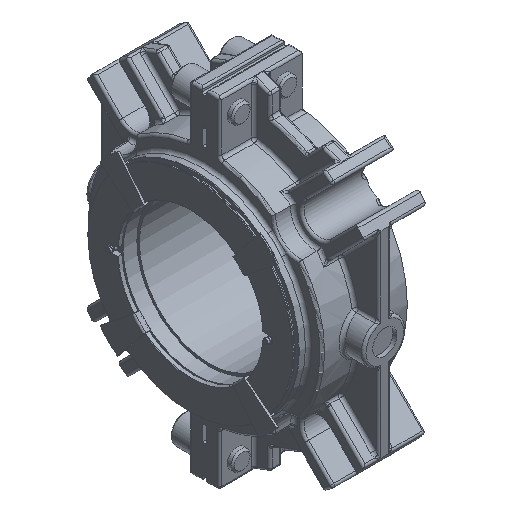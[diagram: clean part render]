
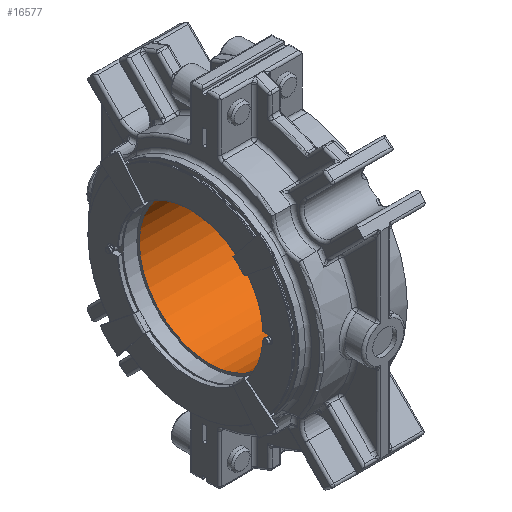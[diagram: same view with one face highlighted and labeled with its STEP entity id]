
A CAD part, isometric view. The second image highlights one B-rep face of the part: STEP entity #16577.
In plain terms, the highlighted cylindrical face has radius 44.45 mm (diameter 88.9 mm), a full revolution.
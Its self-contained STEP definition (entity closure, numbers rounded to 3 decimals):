
#1219=CYLINDRICAL_SURFACE('',#18446,44.45);
#1669=CIRCLE('',#17064,44.45);
#2309=CIRCLE('',#18447,44.45);
#7033=ORIENTED_EDGE('',*,*,#9598,.F.);
#7034=ORIENTED_EDGE('',*,*,#7781,.T.);
#7781=EDGE_CURVE('',#10100,#10100,#1669,.T.);
#9598=EDGE_CURVE('',#11139,#11139,#2309,.T.);
#10100=VERTEX_POINT('',#24906);
#11139=VERTEX_POINT('',#33114);
#14063=EDGE_LOOP('',(#7033));
#14064=EDGE_LOOP('',(#7034));
#15251=FACE_BOUND('',#14063,.T.);
#15252=FACE_BOUND('',#14064,.T.);
#16577=ADVANCED_FACE('',(#15251,#15252),#1219,.F.);
#17064=AXIS2_PLACEMENT_3D('',#24905,#19582,#19583);
#18446=AXIS2_PLACEMENT_3D('',#33112,#23000,#23001);
#18447=AXIS2_PLACEMENT_3D('',#33113,#23002,#23003);
#19582=DIRECTION('',(1.,0.,0.));
#19583=DIRECTION('',(0.,1.,0.));
#23000=DIRECTION('',(-1.,0.,0.));
#23001=DIRECTION('',(0.,0.,1.));
#23002=DIRECTION('',(1.,0.,0.));
#23003=DIRECTION('',(0.,0.,-1.));
#24905=CARTESIAN_POINT('',(-0.279,0.,0.));
#24906=CARTESIAN_POINT('',(-0.279,44.45,0.));
#33112=CARTESIAN_POINT('',(182.206,0.,0.));
#33113=CARTESIAN_POINT('',(-51.587,0.,0.));
#33114=CARTESIAN_POINT('',(-51.587,0.,-44.45));
